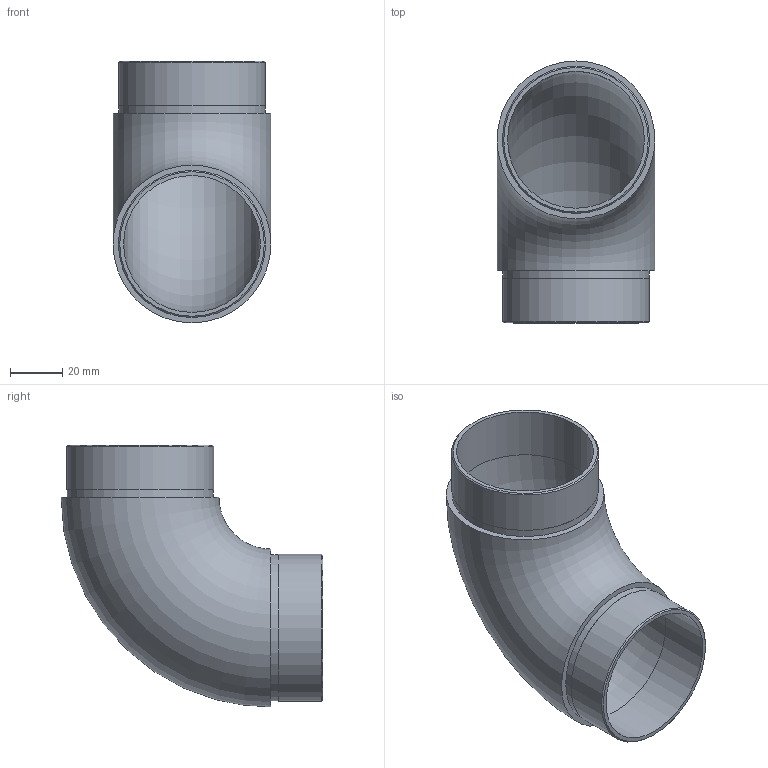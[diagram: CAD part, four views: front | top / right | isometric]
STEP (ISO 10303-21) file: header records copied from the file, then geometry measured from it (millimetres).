
FILE_DESCRIPTION (( 'STEP AP203' ), '1' );
FILE_NAME ('56163-320.step', '2020-02-18T10:23:26', ( '' ), ( '' ), 'SwSTEP 2.0', 'SolidWorks 2015', '' );
FILE_SCHEMA (( 'CONFIG_CONTROL_DESIGN' ));
Length unit declared in the file: millimetre
Products named in the file (2): 56163-320
Bounding box: 60.3 x 100 x 100 mm (x, y, z)
Volume: 68437.3 mm3; surface area: 42787.7 mm2
Topology: 1 solids, 1 shells, 244 faces, 644 edges, 429 vertices
Faces by surface type: bspline 117, plane 94, cylinder 29, torus 2, cone 2
Full cylindrical faces by diameter (mm): 52.3 x2, 55.8 x2, 56.2 x2
Entity records: 12293 total; most frequent: CARTESIAN_POINT 6933, ORIENTED_EDGE 1262, DIRECTION 723, EDGE_CURVE 631, VERTEX_POINT 426, EDGE_LOOP 283, VECTOR 281, LINE 281
